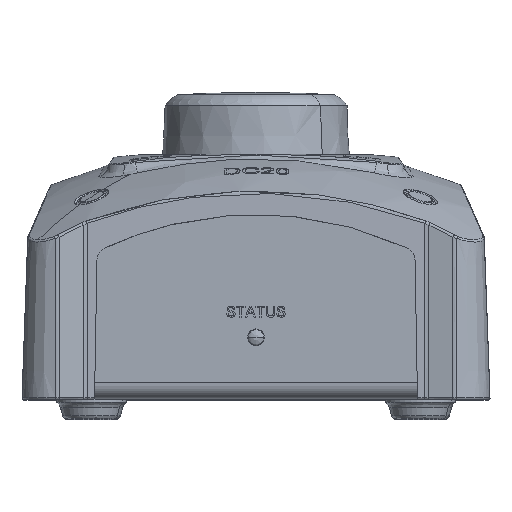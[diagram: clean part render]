
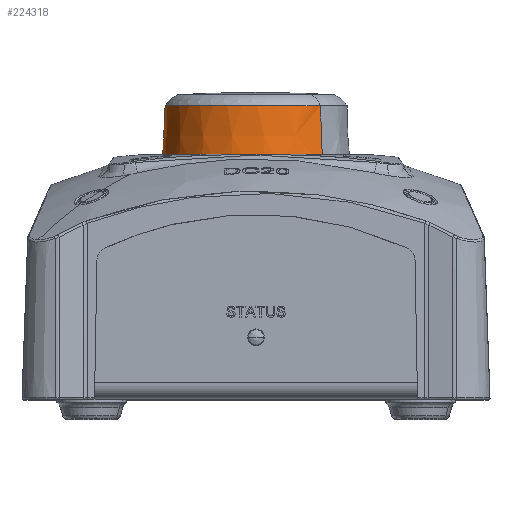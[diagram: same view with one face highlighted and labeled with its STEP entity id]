
A CAD part, top view. The second image highlights one B-rep face of the part: STEP entity #224318.
In plain terms, the highlighted conical face has half-angle 3 degrees and reference radius 16.613 mm.
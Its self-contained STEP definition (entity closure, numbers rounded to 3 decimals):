
#20 = CIRCLE ( 'NONE', #247556, 17.189 ) ;
#5943 = CARTESIAN_POINT ( 'NONE',  ( 11.751, 50.915, 11.743 ) ) ;
#26219 = DIRECTION ( 'NONE',  ( 0.037, -0.999, 0.037 ) ) ;
#34310 = VERTEX_POINT ( 'NONE', #215606 ) ;
#36023 = ORIENTED_EDGE ( 'NONE', *, *, #129122, .T. ) ;
#40851 = CIRCLE ( 'NONE', #71835, 16.615 ) ;
#42063 = EDGE_CURVE ( 'NONE', #151093, #34310, #40851, .T. ) ;
#49380 = CARTESIAN_POINT ( 'NONE',  ( 12.159, 39.915, 12.151 ) ) ;
#51862 = CARTESIAN_POINT ( 'NONE',  ( 11.753, 50.863, 11.745 ) ) ;
#53935 = VECTOR ( 'NONE', #26219, 1000. ) ;
#54822 = CARTESIAN_POINT ( 'NONE',  ( 0., 50.863, 0. ) ) ;
#62458 = EDGE_LOOP ( 'NONE', ( #215707, #116212, #36023, #78026, #100016 ) ) ;
#65516 = AXIS2_PLACEMENT_3D ( 'NONE', #68271, #229931, #69133 ) ;
#68271 = CARTESIAN_POINT ( 'NONE',  ( 0., 50.915, 0. ) ) ;
#69133 = DIRECTION ( 'NONE',  ( 0.707, 0., 0.707 ) ) ;
#71835 = AXIS2_PLACEMENT_3D ( 'NONE', #54822, #196121, #75064 ) ;
#75064 = DIRECTION ( 'NONE',  ( -0.5, 0., -0.866 ) ) ;
#78026 = ORIENTED_EDGE ( 'NONE', *, *, #125598, .T. ) ;
#88731 = LINE ( 'NONE', #229253, #117155 ) ;
#98291 = CARTESIAN_POINT ( 'NONE',  ( 0., 50.863, 0. ) ) ;
#100016 = ORIENTED_EDGE ( 'NONE', *, *, #204279, .F. ) ;
#109598 = DIRECTION ( 'NONE',  ( 0., 1., 0. ) ) ;
#116212 = ORIENTED_EDGE ( 'NONE', *, *, #121646, .T. ) ;
#117155 = VECTOR ( 'NONE', #148875, 1000. ) ;
#118591 = DIRECTION ( 'NONE',  ( -0.5, 0., -0.866 ) ) ;
#121646 = EDGE_CURVE ( 'NONE', #34310, #166840, #252880, .T. ) ;
#125598 = EDGE_CURVE ( 'NONE', #143782, #194587, #20, .T. ) ;
#129122 = EDGE_CURVE ( 'NONE', #166840, #143782, #88731, .T. ) ;
#143782 = VERTEX_POINT ( 'NONE', #180268 ) ;
#148875 = DIRECTION ( 'NONE',  ( -0.037, -0.999, -0.037 ) ) ;
#151093 = VERTEX_POINT ( 'NONE', #51862 ) ;
#155755 = FACE_OUTER_BOUND ( 'NONE', #62458, .T. ) ;
#166840 = VERTEX_POINT ( 'NONE', #197476 ) ;
#180268 = CARTESIAN_POINT ( 'NONE',  ( -12.158, 39.915, -12.151 ) ) ;
#194587 = VERTEX_POINT ( 'NONE', #49380 ) ;
#196121 = DIRECTION ( 'NONE',  ( 0., -1., 0. ) ) ;
#197476 = CARTESIAN_POINT ( 'NONE',  ( -11.752, 50.863, -11.746 ) ) ;
#200911 = AXIS2_PLACEMENT_3D ( 'NONE', #98291, #239562, #118591 ) ;
#204279 = EDGE_CURVE ( 'NONE', #151093, #194587, #215073, .T. ) ;
#215073 = LINE ( 'NONE', #5943, #53935 ) ;
#215606 = CARTESIAN_POINT ( 'NONE',  ( 8.308, 50.863, 14.389 ) ) ;
#215707 = ORIENTED_EDGE ( 'NONE', *, *, #42063, .T. ) ;
#224318 = ADVANCED_FACE ( 'NONE', ( #155755 ), #237830, .T. ) ;
#229253 = CARTESIAN_POINT ( 'NONE',  ( -11.75, 50.915, -11.744 ) ) ;
#229931 = DIRECTION ( 'NONE',  ( 0., -1., 0. ) ) ;
#230688 = CARTESIAN_POINT ( 'NONE',  ( 0., 39.915, 0. ) ) ;
#237830 = CONICAL_SURFACE ( 'NONE', #65516, 16.613, 0.052 ) ;
#239562 = DIRECTION ( 'NONE',  ( 0., -1., 0. ) ) ;
#247556 = AXIS2_PLACEMENT_3D ( 'NONE', #230688, #109598, #250867 ) ;
#250867 = DIRECTION ( 'NONE',  ( -0.707, 0., -0.707 ) ) ;
#252880 = CIRCLE ( 'NONE', #200911, 16.615 ) ;
